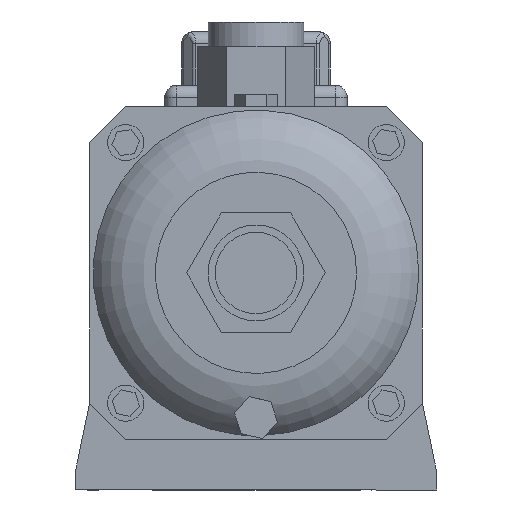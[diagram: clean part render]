
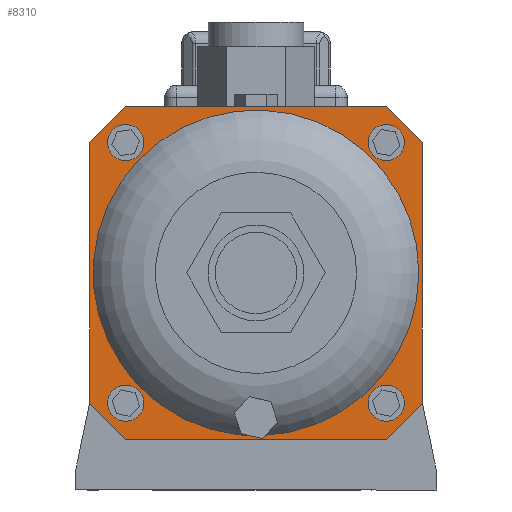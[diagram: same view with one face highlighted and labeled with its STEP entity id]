
A CAD part, left-side view. The second image highlights one B-rep face of the part: STEP entity #8310.
In plain terms, the highlighted planar face has unit normal (-1, 0, 0).
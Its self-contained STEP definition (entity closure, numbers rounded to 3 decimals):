
#180=FACE_BOUND($,#1380,.T.);
#181=FACE_BOUND($,#1381,.T.);
#182=FACE_BOUND($,#1382,.T.);
#183=FACE_BOUND($,#1383,.T.);
#184=FACE_BOUND($,#1384,.T.);
#448=PLANE($,#9046);
#879=FACE_OUTER_BOUND($,#1379,.T.);
#1379=EDGE_LOOP($,(#7317,#7318,#7319,#7320,#7321,#7322,#7323,#7324));
#1380=EDGE_LOOP($,(#7325,#7326));
#1381=EDGE_LOOP($,(#7327));
#1382=EDGE_LOOP($,(#7328));
#1383=EDGE_LOOP($,(#7329));
#1384=EDGE_LOOP($,(#7330));
#1787=CIRCLE($,#9045,7.85);
#1788=CIRCLE($,#9047,67.5);
#1789=CIRCLE($,#9048,7.5);
#1790=CIRCLE($,#9049,7.5);
#1791=CIRCLE($,#9050,7.5);
#1792=CIRCLE($,#9051,7.5);
#2454=LINE($,#14073,#3256);
#2455=LINE($,#14075,#3257);
#2456=LINE($,#14077,#3258);
#2457=LINE($,#14079,#3259);
#2458=LINE($,#14081,#3260);
#2459=LINE($,#14083,#3261);
#2460=LINE($,#14085,#3262);
#2461=LINE($,#14086,#3263);
#3256=VECTOR($,#11039,21.213);
#3257=VECTOR($,#11040,108.);
#3258=VECTOR($,#11041,21.213);
#3259=VECTOR($,#11042,108.);
#3260=VECTOR($,#11043,21.213);
#3261=VECTOR($,#11044,108.);
#3262=VECTOR($,#11045,21.213);
#3263=VECTOR($,#11046,108.);
#4070=VERTEX_POINT($,#14000);
#4071=VERTEX_POINT($,#14001);
#4072=VERTEX_POINT($,#14071);
#4073=VERTEX_POINT($,#14072);
#4074=VERTEX_POINT($,#14074);
#4075=VERTEX_POINT($,#14076);
#4076=VERTEX_POINT($,#14078);
#4077=VERTEX_POINT($,#14080);
#4078=VERTEX_POINT($,#14082);
#4079=VERTEX_POINT($,#14084);
#4080=VERTEX_POINT($,#14088);
#4081=VERTEX_POINT($,#14090);
#4082=VERTEX_POINT($,#14092);
#4083=VERTEX_POINT($,#14094);
#5181=EDGE_CURVE($,#4071,#4070,#1787,.T.);
#5182=EDGE_CURVE($,#4072,#4073,#2454,.T.);
#5183=EDGE_CURVE($,#4072,#4074,#2455,.T.);
#5184=EDGE_CURVE($,#4075,#4074,#2456,.T.);
#5185=EDGE_CURVE($,#4075,#4076,#2457,.T.);
#5186=EDGE_CURVE($,#4077,#4076,#2458,.T.);
#5187=EDGE_CURVE($,#4077,#4078,#2459,.T.);
#5188=EDGE_CURVE($,#4079,#4078,#2460,.T.);
#5189=EDGE_CURVE($,#4079,#4073,#2461,.T.);
#5190=EDGE_CURVE($,#4071,#4070,#1788,.T.);
#5191=EDGE_CURVE($,#4080,#4080,#1789,.T.);
#5192=EDGE_CURVE($,#4081,#4081,#1790,.T.);
#5193=EDGE_CURVE($,#4082,#4082,#1791,.T.);
#5194=EDGE_CURVE($,#4083,#4083,#1792,.T.);
#7317=ORIENTED_EDGE($,*,*,#5182,.F.);
#7318=ORIENTED_EDGE($,*,*,#5183,.T.);
#7319=ORIENTED_EDGE($,*,*,#5184,.F.);
#7320=ORIENTED_EDGE($,*,*,#5185,.T.);
#7321=ORIENTED_EDGE($,*,*,#5186,.F.);
#7322=ORIENTED_EDGE($,*,*,#5187,.T.);
#7323=ORIENTED_EDGE($,*,*,#5188,.F.);
#7324=ORIENTED_EDGE($,*,*,#5189,.T.);
#7325=ORIENTED_EDGE($,*,*,#5181,.T.);
#7326=ORIENTED_EDGE($,*,*,#5190,.F.);
#7327=ORIENTED_EDGE($,*,*,#5191,.T.);
#7328=ORIENTED_EDGE($,*,*,#5192,.T.);
#7329=ORIENTED_EDGE($,*,*,#5193,.T.);
#7330=ORIENTED_EDGE($,*,*,#5194,.T.);
#8310=ADVANCED_FACE($,(#879,#180,#181,#182,#183,#184),#448,.T.);
#9045=AXIS2_PLACEMENT_3D($,#14069,#11035,#11036);
#9046=AXIS2_PLACEMENT_3D($,#14070,#11037,#11038);
#9047=AXIS2_PLACEMENT_3D($,#14087,#11047,#11048);
#9048=AXIS2_PLACEMENT_3D($,#14089,#11049,#11050);
#9049=AXIS2_PLACEMENT_3D($,#14091,#11051,#11052);
#9050=AXIS2_PLACEMENT_3D($,#14093,#11053,#11054);
#9051=AXIS2_PLACEMENT_3D($,#14095,#11055,#11056);
#11035=DIRECTION('center_axis',(1.,0.,0.));
#11036=DIRECTION('ref_axis',(0.,1.,0.));
#11037=DIRECTION('center_axis',(-1.,0.,0.));
#11038=DIRECTION('ref_axis',(0.,-1.,0.));
#11039=DIRECTION($,(0.,0.707,0.707));
#11040=DIRECTION($,(0.,-1.,0.));
#11041=DIRECTION($,(0.,0.707,-0.707));
#11042=DIRECTION($,(0.,0.,1.));
#11043=DIRECTION($,(0.,-0.707,-0.707));
#11044=DIRECTION($,(0.,1.,0.));
#11045=DIRECTION($,(0.,-0.707,0.707));
#11046=DIRECTION($,(0.,0.,-1.));
#11047=DIRECTION('center_axis',(-1.,0.,0.));
#11048=DIRECTION('ref_axis',(0.,-1.,0.));
#11049=DIRECTION('center_axis',(1.,0.,0.));
#11050=DIRECTION('ref_axis',(0.,1.,0.));
#11051=DIRECTION('center_axis',(1.,0.,0.));
#11052=DIRECTION('ref_axis',(0.,1.,0.));
#11053=DIRECTION('center_axis',(1.,0.,0.));
#11054=DIRECTION('ref_axis',(0.,1.,0.));
#11055=DIRECTION('center_axis',(1.,0.,0.));
#11056=DIRECTION('ref_axis',(0.,1.,0.));
#14000=CARTESIAN_POINT('',(-115.943,2.458,22.545));
#14001=CARTESIAN_POINT('',(-115.943,-2.458,22.545));
#14069=CARTESIAN_POINT('Origin',(-115.943,0.,30.));
#14070=CARTESIAN_POINT('Origin',(-115.943,0.,90.));
#14071=CARTESIAN_POINT('',(-115.943,54.,21.));
#14072=CARTESIAN_POINT('',(-115.943,69.,36.));
#14073=CARTESIAN_POINT($,(-115.943,61.5,28.5));
#14074=CARTESIAN_POINT('',(-115.943,-54.,21.));
#14075=CARTESIAN_POINT($,(-115.943,69.,21.));
#14076=CARTESIAN_POINT('',(-115.943,-69.,36.));
#14077=CARTESIAN_POINT($,(-115.943,-61.5,28.5));
#14078=CARTESIAN_POINT('',(-115.943,-69.,144.));
#14079=CARTESIAN_POINT($,(-115.943,-69.,21.));
#14080=CARTESIAN_POINT('',(-115.943,-54.,159.));
#14081=CARTESIAN_POINT($,(-115.943,-61.5,151.5));
#14082=CARTESIAN_POINT('',(-115.943,54.,159.));
#14083=CARTESIAN_POINT($,(-115.943,-69.,159.));
#14084=CARTESIAN_POINT('',(-115.943,69.,144.));
#14085=CARTESIAN_POINT($,(-115.943,61.5,151.5));
#14086=CARTESIAN_POINT($,(-115.943,69.,159.));
#14087=CARTESIAN_POINT('Origin',(-115.943,0.,90.));
#14088=CARTESIAN_POINT('',(-115.943,46.5,144.));
#14089=CARTESIAN_POINT('Origin',(-115.943,54.,144.));
#14090=CARTESIAN_POINT('',(-115.943,-61.5,144.));
#14091=CARTESIAN_POINT('Origin',(-115.943,-54.,144.));
#14092=CARTESIAN_POINT('',(-115.943,46.5,36.));
#14093=CARTESIAN_POINT('Origin',(-115.943,54.,36.));
#14094=CARTESIAN_POINT('',(-115.943,-61.5,36.));
#14095=CARTESIAN_POINT('Origin',(-115.943,-54.,36.));
